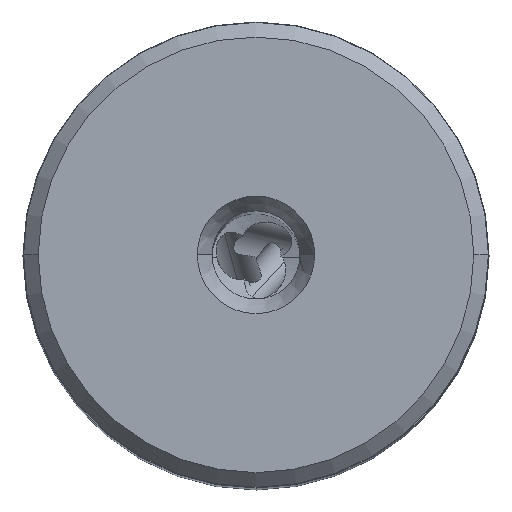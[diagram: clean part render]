
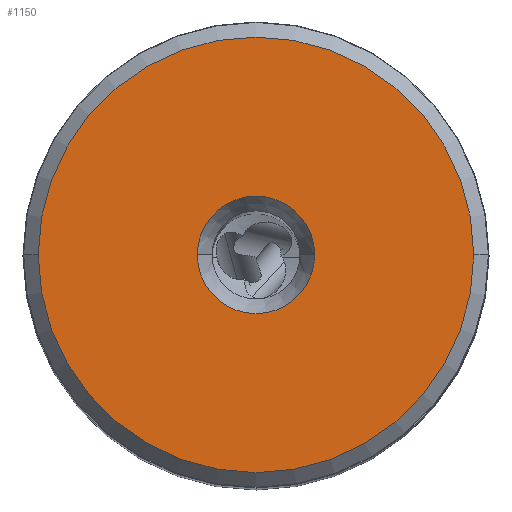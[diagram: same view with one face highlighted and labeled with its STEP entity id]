
A CAD part, top view. The second image highlights one B-rep face of the part: STEP entity #1150.
In plain terms, the highlighted planar face has unit normal (0, 0, 1).
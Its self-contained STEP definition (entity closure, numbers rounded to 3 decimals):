
#1150=ADVANCED_FACE('',(#1468,#1469),#1408,.T.);
#1408=PLANE('',#5161);
#1468=FACE_BOUND('',#1496,.T.);
#1469=FACE_BOUND('',#1497,.T.);
#1496=EDGE_LOOP('',(#1768,#1769));
#1497=EDGE_LOOP('',(#1770,#1771));
#1768=ORIENTED_EDGE('',*,*,#3839,.F.);
#1769=ORIENTED_EDGE('',*,*,#3840,.F.);
#1770=ORIENTED_EDGE('',*,*,#3841,.F.);
#1771=ORIENTED_EDGE('',*,*,#3842,.F.);
#3314=VERTEX_POINT('',#7221);
#3315=VERTEX_POINT('',#7222);
#3316=VERTEX_POINT('',#7225);
#3317=VERTEX_POINT('',#7226);
#3839=EDGE_CURVE('',#3314,#3315,#4612,.T.);
#3840=EDGE_CURVE('',#3315,#3314,#4613,.T.);
#3841=EDGE_CURVE('',#3316,#3317,#4614,.T.);
#3842=EDGE_CURVE('',#3317,#3316,#4615,.T.);
#4612=CIRCLE('',#5157,14.836);
#4613=CIRCLE('',#5158,14.836);
#4614=CIRCLE('',#5159,4.);
#4615=CIRCLE('',#5160,4.);
#5157=AXIS2_PLACEMENT_3D('',#7220,#5804,#5805);
#5158=AXIS2_PLACEMENT_3D('',#7223,#5806,#5807);
#5159=AXIS2_PLACEMENT_3D('',#7224,#5808,#5809);
#5160=AXIS2_PLACEMENT_3D('',#7227,#5810,#5811);
#5161=AXIS2_PLACEMENT_3D('',#7228,#5812,#5813);
#5804=DIRECTION('',(0.,0.,-1.));
#5805=DIRECTION('',(-1.,0.,0.));
#5806=DIRECTION('',(0.,0.,-1.));
#5807=DIRECTION('',(1.,0.,0.));
#5808=DIRECTION('',(0.,0.,1.));
#5809=DIRECTION('',(-1.,0.,0.));
#5810=DIRECTION('',(0.,0.,1.));
#5811=DIRECTION('',(1.,0.,0.));
#5812=DIRECTION('',(0.,0.,1.));
#5813=DIRECTION('',(1.,0.,0.));
#7220=CARTESIAN_POINT('',(0.,0.,0.));
#7221=CARTESIAN_POINT('',(-14.836,0.,0.));
#7222=CARTESIAN_POINT('',(14.836,0.,0.));
#7223=CARTESIAN_POINT('',(0.,0.,0.));
#7224=CARTESIAN_POINT('',(0.,0.,0.));
#7225=CARTESIAN_POINT('',(-4.,0.,0.));
#7226=CARTESIAN_POINT('',(4.,0.,0.));
#7227=CARTESIAN_POINT('',(0.,0.,0.));
#7228=CARTESIAN_POINT('',(0.,0.,0.));
